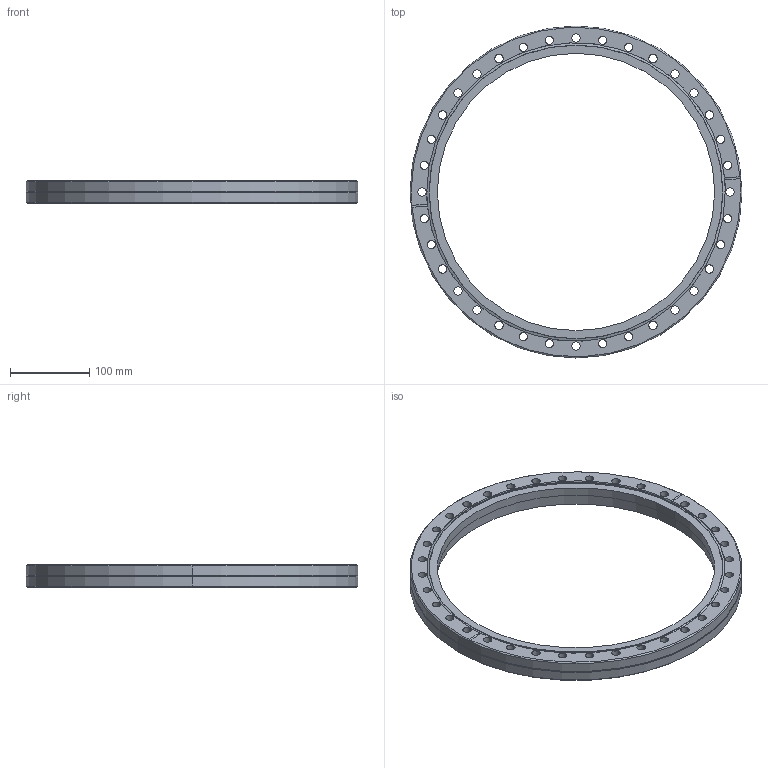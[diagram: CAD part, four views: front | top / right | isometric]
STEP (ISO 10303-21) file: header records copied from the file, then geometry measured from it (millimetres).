
FILE_DESCRIPTION (( 'STEP AP214' ), '1' );
FILE_NAME ('420FAN350-356.step', '2017-07-07T10:07:01', ( 'install' ), ( '' ), 'SwSTEP 2.0', 'SolidWorks 2015', '' );
FILE_SCHEMA (( 'AUTOMOTIVE_DESIGN' ));
Length unit declared in the file: millimetre
Products named in the file (1): 420FAN350-356
Bounding box: 419.1 x 419.1 x 28.5 mm (x, y, z)
Volume: 1024025.3 mm3; surface area: 179545.6 mm2
Topology: 1 solids, 1 shells, 103 faces, 284 edges, 184 vertices
Faces by surface type: cylinder 84, cone 8, torus 6, plane 5
Entity records: 3614 total; most frequent: DIRECTION 674, CARTESIAN_POINT 636, ORIENTED_EDGE 568, AXIS2_PLACEMENT_3D 290, EDGE_CURVE 284, CIRCLE 186, VERTEX_POINT 184, EDGE_LOOP 178
